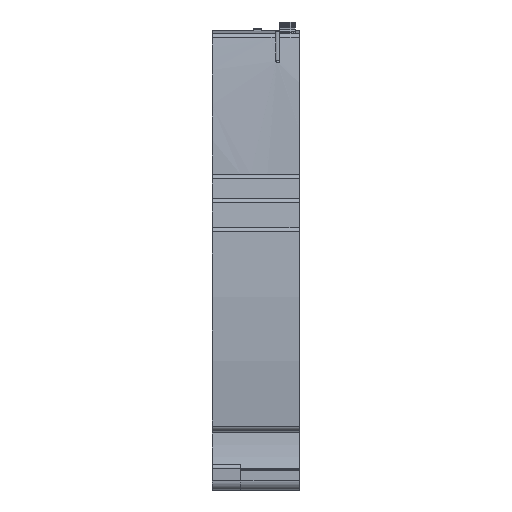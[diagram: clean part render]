
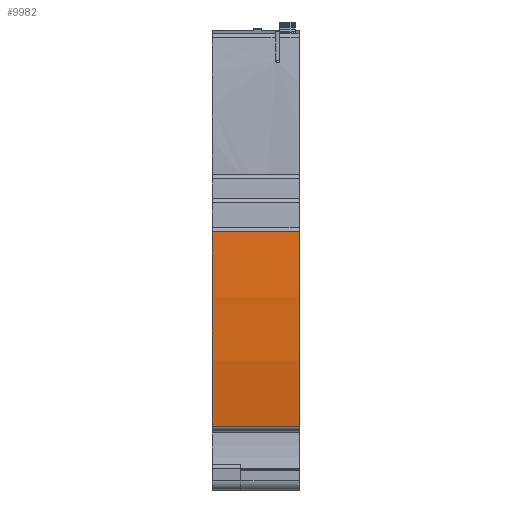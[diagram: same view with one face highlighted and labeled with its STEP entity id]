
A CAD part, front view. The second image highlights one B-rep face of the part: STEP entity #9982.
In plain terms, the highlighted cylindrical face has radius 202 mm (diameter 404 mm), a partial arc.
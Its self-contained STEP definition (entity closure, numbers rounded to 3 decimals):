
#4914=AXIS2_PLACEMENT_3D('Circle Axis2P3D',#4912,#4913,$) ;
#9962=AXIS2_PLACEMENT_3D('Cylinder Axis2P3D',#9959,#9960,#9961) ;
#9966=AXIS2_PLACEMENT_3D('Circle Axis2P3D',#9964,#9965,$) ;
#4909=CARTESIAN_POINT('Vertex',(18.15,0.609,53.828)) ;
#4912=CARTESIAN_POINT('Axis2P3D Location',(18.15,202.,38.15)) ;
#4916=CARTESIAN_POINT('Vertex',(18.15,1.531,13.327)) ;
#9937=CARTESIAN_POINT('Line Origine',(1.94,0.609,53.828)) ;
#9941=CARTESIAN_POINT('Vertex',(0.,0.609,53.828)) ;
#9959=CARTESIAN_POINT('Axis2P3D Location',(2.55,202.,38.15)) ;
#9964=CARTESIAN_POINT('Axis2P3D Location',(0.,202.,38.15)) ;
#9968=CARTESIAN_POINT('Vertex',(0.,1.531,13.327)) ;
#9971=CARTESIAN_POINT('Line Origine',(2.55,1.531,13.327)) ;
#4913=DIRECTION('Axis2P3D Direction',(1.,0.,0.)) ;
#9938=DIRECTION('Vector Direction',(1.,0.,0.)) ;
#9960=DIRECTION('Axis2P3D Direction',(1.,0.,0.)) ;
#9961=DIRECTION('Axis2P3D XDirection',(0.,-0.997,0.082)) ;
#9965=DIRECTION('Axis2P3D Direction',(1.,0.,0.)) ;
#9972=DIRECTION('Vector Direction',(1.,0.,0.)) ;
#9939=VECTOR('Line Direction',#9938,1.) ;
#9973=VECTOR('Line Direction',#9972,1.) ;
#9977=ORIENTED_EDGE('',*,*,#9970,.T.) ;
#9978=ORIENTED_EDGE('',*,*,#9975,.F.) ;
#9979=ORIENTED_EDGE('',*,*,#4918,.F.) ;
#9980=ORIENTED_EDGE('',*,*,#9943,.T.) ;
#9982=ADVANCED_FACE('KLEMME',(#9981),#9963,.T.) ;
#4915=CIRCLE('generated circle',#4914,202.) ;
#9967=CIRCLE('generated circle',#9966,202.) ;
#9963=CYLINDRICAL_SURFACE('generated cylinder',#9962,202.) ;
#4918=EDGE_CURVE('',#4910,#4917,#4915,.T.) ;
#9943=EDGE_CURVE('',#4910,#9942,#9940,.F.) ;
#9970=EDGE_CURVE('',#9942,#9969,#9967,.T.) ;
#9975=EDGE_CURVE('',#4917,#9969,#9974,.F.) ;
#9976=EDGE_LOOP('',(#9977,#9978,#9979,#9980)) ;
#9981=FACE_OUTER_BOUND('',#9976,.T.) ;
#9940=LINE('Line',#9937,#9939) ;
#9974=LINE('Line',#9971,#9973) ;
#4910=VERTEX_POINT('',#4909) ;
#4917=VERTEX_POINT('',#4916) ;
#9942=VERTEX_POINT('',#9941) ;
#9969=VERTEX_POINT('',#9968) ;
